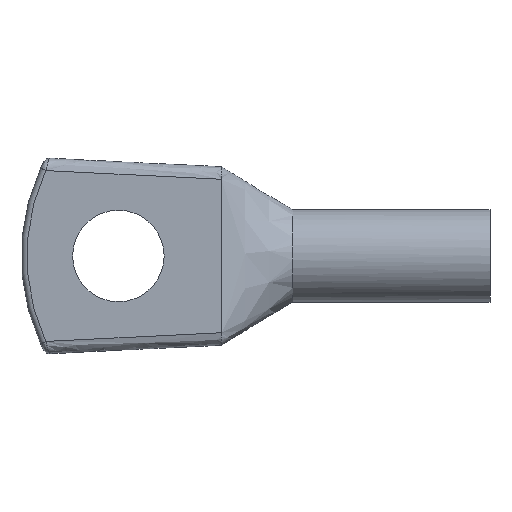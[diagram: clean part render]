
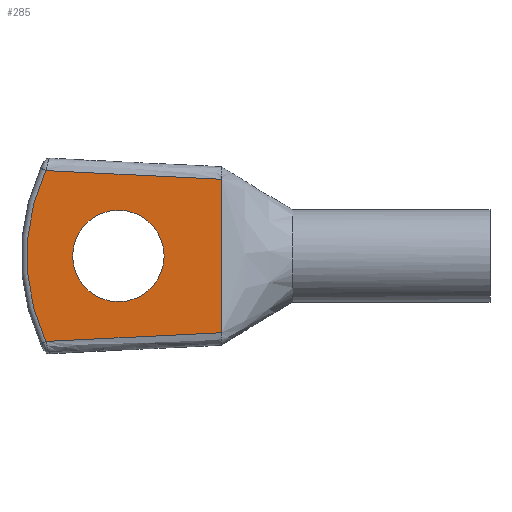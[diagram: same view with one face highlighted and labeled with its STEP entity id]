
A CAD part, left-side view. The second image highlights one B-rep face of the part: STEP entity #285.
In plain terms, the highlighted planar face has unit normal (-1, 0, 0).
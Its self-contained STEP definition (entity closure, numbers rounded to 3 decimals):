
#29=PLANE('',#315);
#34=CIRCLE('',#316,1.6);
#35=CIRCLE('',#317,7.096);
#68=ORIENTED_EDGE('',*,*,#146,.T.);
#69=ORIENTED_EDGE('',*,*,#147,.T.);
#70=ORIENTED_EDGE('',*,*,#148,.T.);
#71=ORIENTED_EDGE('',*,*,#142,.F.);
#72=ORIENTED_EDGE('',*,*,#149,.F.);
#142=EDGE_CURVE('',#181,#182,#212,.T.);
#146=EDGE_CURVE('',#185,#185,#34,.T.);
#147=EDGE_CURVE('',#186,#187,#214,.T.);
#148=EDGE_CURVE('',#187,#182,#35,.F.);
#149=EDGE_CURVE('',#186,#181,#215,.F.);
#181=VERTEX_POINT('',#439);
#182=VERTEX_POINT('',#440);
#185=VERTEX_POINT('',#454);
#186=VERTEX_POINT('',#456);
#187=VERTEX_POINT('',#457);
#212=LINE('',#438,#220);
#214=LINE('',#455,#222);
#215=LINE('',#459,#223);
#220=VECTOR('',#347,1000.);
#222=VECTOR('',#355,1000.);
#223=VECTOR('',#358,1000.);
#229=EDGE_LOOP('',(#68));
#230=EDGE_LOOP('',(#69,#70,#71,#72));
#255=FACE_BOUND('',#229,.T.);
#256=FACE_BOUND('',#230,.T.);
#285=ADVANCED_FACE('',(#255,#256),#29,.F.);
#315=AXIS2_PLACEMENT_3D('',#452,#351,#352);
#316=AXIS2_PLACEMENT_3D('',#453,#353,#354);
#317=AXIS2_PLACEMENT_3D('',#458,#356,#357);
#347=DIRECTION('',(0.,0.999,-0.049));
#351=DIRECTION('',(1.,0.,0.));
#352=DIRECTION('',(0.,1.,0.));
#353=DIRECTION('',(1.,0.,0.));
#354=DIRECTION('',(0.,1.,0.));
#355=DIRECTION('',(0.,0.999,0.049));
#356=DIRECTION('',(1.,0.,0.));
#357=DIRECTION('',(0.,1.,0.));
#358=DIRECTION('',(0.,0.,1.));
#438=CARTESIAN_POINT('',(-2.42,9.4,-2.685));
#439=CARTESIAN_POINT('',(-2.42,9.4,-2.685));
#440=CARTESIAN_POINT('',(-2.42,15.54,-2.988));
#452=CARTESIAN_POINT('',(-2.42,0.,0.));
#453=CARTESIAN_POINT('',(-2.42,13.,0.));
#454=CARTESIAN_POINT('',(-2.42,14.6,0.));
#455=CARTESIAN_POINT('',(-2.42,9.4,2.685));
#456=CARTESIAN_POINT('',(-2.42,9.4,2.685));
#457=CARTESIAN_POINT('',(-2.42,15.54,2.988));
#458=CARTESIAN_POINT('',(-2.42,9.104,0.));
#459=CARTESIAN_POINT('',(-2.42,9.4,2.685));
